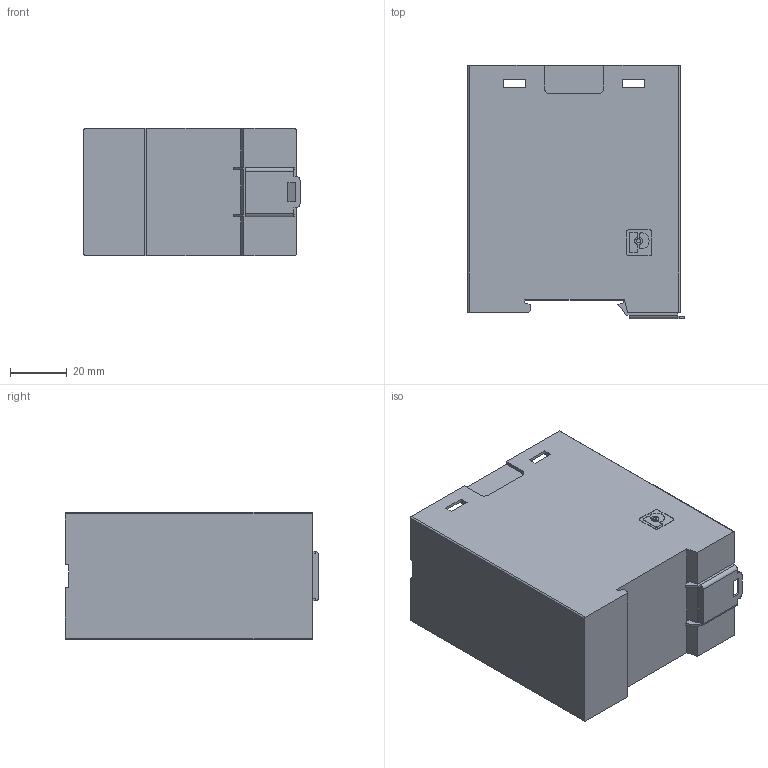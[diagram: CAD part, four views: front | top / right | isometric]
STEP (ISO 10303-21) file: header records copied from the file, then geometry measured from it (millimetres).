
FILE_DESCRIPTION(('SolidDesigner STEP Export'),'2;1');
FILE_NAME('eg_45-gmf-pc.stp','2003-03-21T12:14:02',(''),(''),'OneSpaceDesigner STEP processor Version: 9.0 (March 2001)for AP214(CD)(Solid Model)','CoCreate OneSpaceDesigner: 11.50A 18-Jul-2002(C) CoCreate Software GmbH','');
FILE_SCHEMA(('AUTOMOTIVE_DESIGN_CC2 {1 2 10303 214 -1 1 5 1}'));
Length unit declared in the file: millimetre
Products named in the file (1): eg_45-gmf-pc
Bounding box: 76.38 x 89.6 x 45.1 mm (x, y, z)
Volume: 46581 mm3; surface area: 51451.2 mm2
Topology: 1 solids, 1 shells, 446 faces, 1212 edges, 800 vertices
Faces by surface type: plane 386, cylinder 60
Entity records: 17109 total; most frequent: ORIENTED_EDGE 2424, CARTESIAN_POINT 2384, DIRECTION 2114, EDGE_CURVE 1212, VECTOR 1054, LINE 1054, VERTEX_POINT 800, AXIS2_PLACEMENT_3D 530
